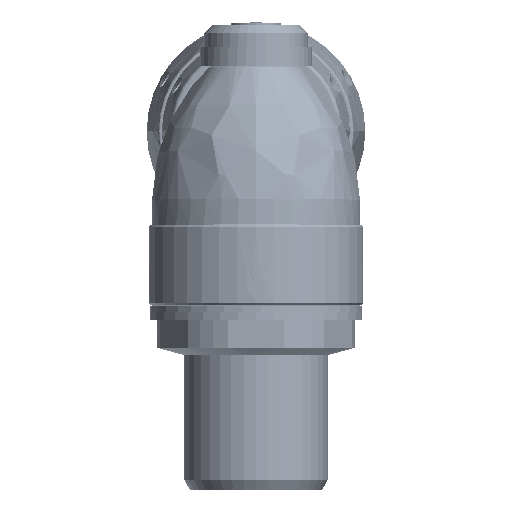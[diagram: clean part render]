
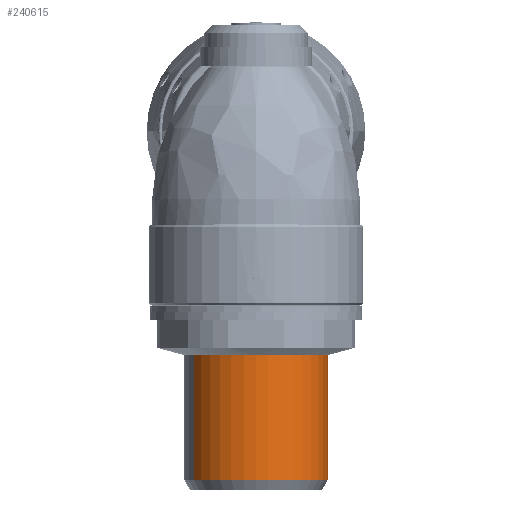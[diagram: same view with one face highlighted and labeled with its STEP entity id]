
A CAD part, top view. The second image highlights one B-rep face of the part: STEP entity #240615.
In plain terms, the highlighted cylindrical face has radius 17.4 mm (diameter 34.8 mm), a partial arc.
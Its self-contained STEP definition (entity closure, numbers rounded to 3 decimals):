
#239552=CARTESIAN_POINT('',(0.,0.,-41.575));
#239553=DIRECTION('',(0.,0.,1.));
#239554=DIRECTION('',(0.,-1.,0.));
#239555=AXIS2_PLACEMENT_3D('',#239552,#239553,#239554);
#239561=CARTESIAN_POINT('',(0.,17.4,-31.));
#239562=CARTESIAN_POINT('',(0.178,17.4,-31.));
#239563=CARTESIAN_POINT('',(0.524,17.395,
-30.963));
#239564=CARTESIAN_POINT('',(1.028,17.372,
-30.799));
#239565=CARTESIAN_POINT('',(1.486,17.338,
-30.533));
#239566=CARTESIAN_POINT('',(1.877,17.3,
-30.18));
#239567=CARTESIAN_POINT('',(2.187,17.263,
-29.748));
#239568=CARTESIAN_POINT('',(2.399,17.234,
-29.267));
#239569=CARTESIAN_POINT('',(2.507,17.218,
-28.744));
#239570=CARTESIAN_POINT('',(2.503,17.219,
-28.217));
#239571=CARTESIAN_POINT('',(2.386,17.236,
-27.694));
#239572=CARTESIAN_POINT('',(2.168,17.265,
-27.22));
#239573=CARTESIAN_POINT('',(1.857,17.302,
-26.799));
#239574=CARTESIAN_POINT('',(1.469,17.34,
-26.455));
#239575=CARTESIAN_POINT('',(1.015,17.373,
-26.195));
#239576=CARTESIAN_POINT('',(0.517,17.395,
-26.036));
#239577=CARTESIAN_POINT('',(0.175,17.4,-26.));
#239578=CARTESIAN_POINT('',(0.,17.4,-26.));
#239580=DIRECTION('',(0.,0.,-1.));
#239581=VECTOR('',#239580,10.575);
#239582=CARTESIAN_POINT('',(0.,17.4,-31.));
#239583=LINE('',#239582,#239581);
#239584=DIRECTION('',(0.,0.,-1.));
#239585=VECTOR('',#239584,35.447);
#239586=CARTESIAN_POINT('',(0.,-17.4,-6.128));
#239587=LINE('',#239586,#239585);
#239588=CARTESIAN_POINT('',(0.,0.,-6.128));
#239589=DIRECTION('',(0.,0.,-1.));
#239590=DIRECTION('',(0.,1.,0.));
#239591=AXIS2_PLACEMENT_3D('',#239588,#239589,#239590);
#239593=DIRECTION('',(0.,0.,-1.));
#239594=VECTOR('',#239593,19.872);
#239595=CARTESIAN_POINT('',(0.,17.4,-6.128));
#239596=LINE('',#239595,#239594);
#239605=CARTESIAN_POINT('',(0.,17.4,-26.));
#239622=CARTESIAN_POINT('',(0.,17.4,-31.));
#240321=CARTESIAN_POINT('',(0.,17.4,-6.128));
#240322=CARTESIAN_POINT('',(0.,-17.4,-6.128));
#240323=VERTEX_POINT('',#240321);
#240324=VERTEX_POINT('',#240322);
#240333=CARTESIAN_POINT('',(0.,17.4,-41.575));
#240334=CARTESIAN_POINT('',(0.,-17.4,-41.575));
#240335=VERTEX_POINT('',#240333);
#240336=VERTEX_POINT('',#240334);
#240501=VERTEX_POINT('',#239605);
#240502=VERTEX_POINT('',#239622);
#240597=CARTESIAN_POINT('',(0.,0.,-45.992));
#240598=DIRECTION('',(0.,0.,1.));
#240599=DIRECTION('',(0.,1.,0.));
#240600=AXIS2_PLACEMENT_3D('',#240597,#240598,#240599);
#240601=CYLINDRICAL_SURFACE('',#240600,17.4);
#240603=ORIENTED_EDGE('',*,*,#240602,.F.);
#240605=ORIENTED_EDGE('',*,*,#240604,.T.);
#240606=ORIENTED_EDGE('',*,*,#240591,.F.);
#240608=ORIENTED_EDGE('',*,*,#240607,.F.);
#240610=ORIENTED_EDGE('',*,*,#240609,.F.);
#240612=ORIENTED_EDGE('',*,*,#240611,.T.);
#240613=EDGE_LOOP('',(#240603,#240605,#240606,#240608,#240610,#240612));
#240614=FACE_OUTER_BOUND('',#240613,.F.);
#240615=ADVANCED_FACE('',(#240614),#240601,.T.);
#239556=CIRCLE('',#239555,17.4);
#239579=B_SPLINE_CURVE_WITH_KNOTS('',3,(#239561,#239562,#239563,#239564,#239565,
#239566,#239567,#239568,#239569,#239570,#239571,#239572,#239573,#239574,#239575,
#239576,#239577,#239578),.UNSPECIFIED.,.F.,.F.,(4,1,1,1,1,1,1,1,1,1,1,1,1,1,1,
4),(0.,0.067,0.133,0.2,0.267,
0.333,0.4,0.467,0.533,0.6,
0.667,0.733,0.8,0.867,0.933,
1.),.UNSPECIFIED.);
#239592=CIRCLE('',#239591,17.4);
#240591=EDGE_CURVE('',#240336,#240335,#239556,.T.);
#240602=EDGE_CURVE('',#240502,#240501,#239579,.T.);
#240604=EDGE_CURVE('',#240502,#240335,#239583,.T.);
#240607=EDGE_CURVE('',#240324,#240336,#239587,.T.);
#240609=EDGE_CURVE('',#240323,#240324,#239592,.T.);
#240611=EDGE_CURVE('',#240323,#240501,#239596,.T.);
